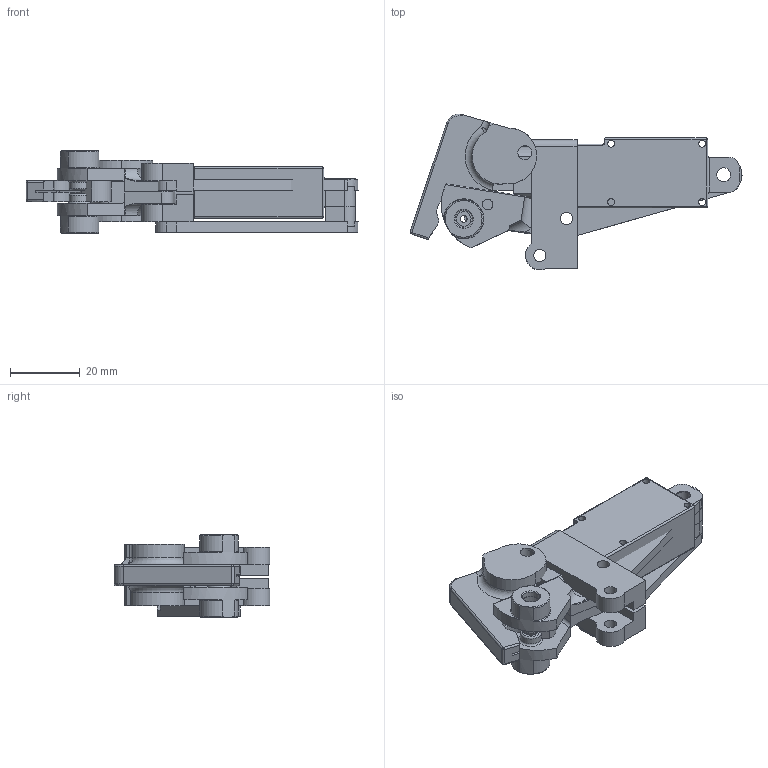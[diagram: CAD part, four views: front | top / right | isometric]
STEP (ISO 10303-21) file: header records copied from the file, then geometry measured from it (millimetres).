
FILE_DESCRIPTION(/* description */ (''),/* implementation_level */ '2;1');
FILE_NAME(/* name */ 'cutter 3 v15.step',/* time_stamp */ '2024-08-21T10:16:43+10:00',/* author */ (''),/* organization */ (''),/* preprocessor_version */ 'ST-DEVELOPER v20',/* originating_system */ 'Autodesk Translation Framework v13.14.0.145',/* authorisation */ '');
FILE_SCHEMA (('AUTOMOTIVE_DESIGN { 1 0 10303 214 3 1 1 }'));
Length unit declared in the file: millimetre
Products named in the file (6): cutter 3; blade holder; filament pass through; Actuator; support 2; support
Assembly tree (5 placements, depth 2):
  cutter 3
    blade holder
    filament pass through
    Actuator
    support 2
    support
Bounding box: 94.94 x 44.53 x 23.5 mm (x, y, z)
Volume: 31799.1 mm3; surface area: 19136.4 mm2
Topology: 8 solids, 8 shells, 296 faces, 748 edges, 478 vertices
Faces by surface type: plane 134, cylinder 124, torus 26, sphere 7, bspline 5
Full cylindrical faces by diameter (mm): 1.92 x1, 2 x4, 3 x3, 3.5 x8, 3.7 x2, 4 x6, 4.2 x2, 5 x2, 6 x2, 8 x2
Entity records: 9582 total; most frequent: CARTESIAN_POINT 1995, DIRECTION 1629, ORIENTED_EDGE 1494, EDGE_CURVE 747, AXIS2_PLACEMENT_3D 611, VERTEX_POINT 478, LINE 407, VECTOR 407
